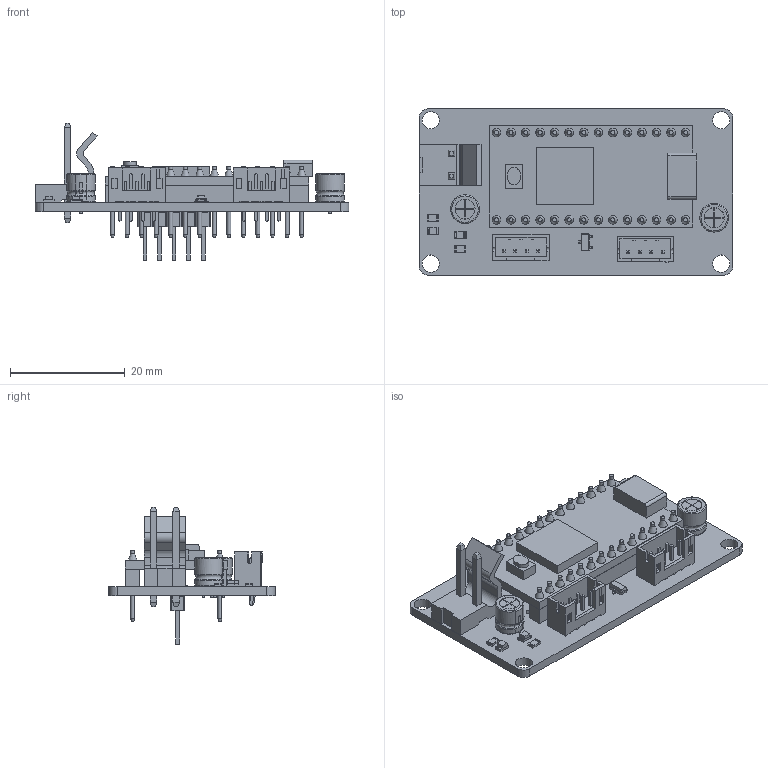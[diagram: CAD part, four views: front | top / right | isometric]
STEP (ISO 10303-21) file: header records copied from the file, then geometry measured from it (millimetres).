
FILE_DESCRIPTION(('KiCad electronic assembly'),'2;1');
FILE_NAME('Lidar_teensy.step','2020-09-23T08:30:17',('An Author'),( 'A Company'),'Open CASCADE STEP processor 6.9', 'KiCad to STEP converter','Unknown');
FILE_SCHEMA(('AUTOMOTIVE_DESIGN { 1 0 10303 214 1 1 1 1 }'));
Length unit declared in the file: millimetre
Products named in the file (22): Open CASCADE STEP translator 6.9 1; Teensy3.2; SOLID; C_0805_2012Metric; CP_Radial_D5.0mm_P2.00mm; LED_0805_2012Metric; PinHeader_1x05_P2.54mm_Vertical; 9652028; R_0805_2012Metric; SOIC-8_3.9x4.9mm_P1.27mm; JST_PH_B4B-PH-K_1x04_P2.00mm_Vertical; SOT-23; COMPOUND
Assembly tree (26 placements, depth 3):
  Open CASCADE STEP translator 6.9 1
    Teensy3.2
      SOLID
    C_0805_2012Metric
      SOLID
    CP_Radial_D5.0mm_P2.00mm  x2
      SOLID
    LED_0805_2012Metric  x2
      SOLID
    PinHeader_1x05_P2.54mm_Vertical
      SOLID
    9652028
      SOLID
    R_0805_2012Metric  x3
      SOLID
    SOIC-8_3.9x4.9mm_P1.27mm
      SOLID
    JST_PH_B4B-PH-K_1x04_P2.00mm_Vertical  x2
      SOLID
    SOT-23
      SOLID
    COMPOUND
Bounding box: 54.75 x 29 x 24.09 mm (x, y, z)
Volume: 5196.5 mm3; surface area: 8336.4 mm2
Topology: 16 solids, 18 shells, 1304 faces, 3232 edges, 2064 vertices
Faces by surface type: plane 910, cylinder 253, bspline 71, cone 56, revolution 10, torus 4
Full cylindrical faces by diameter (mm): 0.5 x4, 0.6 x1, 0.7 x56, 0.75 x8, 0.8 x4, 1 x5, 1.1 x33, 1.7 x2, 3 x4
Entity records: 69726 total; most frequent: CARTESIAN_POINT 14804, DIRECTION 9234, LINE 5925, VECTOR 5925, ORIENTED_EDGE 4902, PCURVE 4902, DEFINITIONAL_REPRESENTATION 4902, EDGE_CURVE 2451
